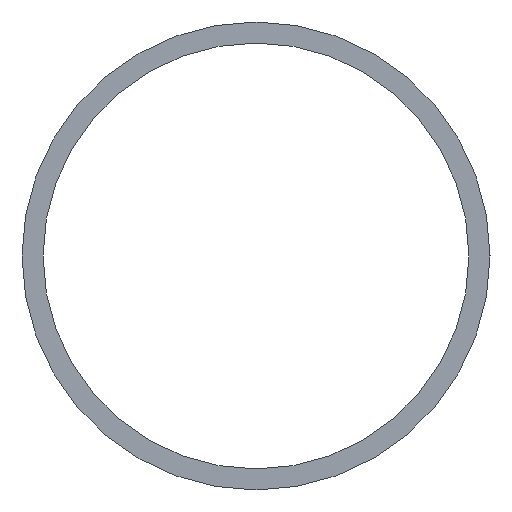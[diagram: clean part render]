
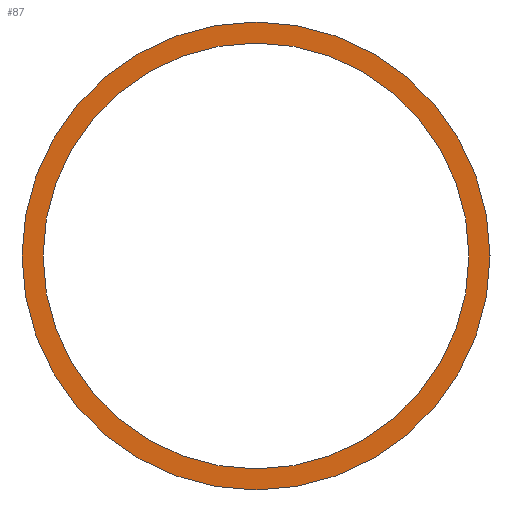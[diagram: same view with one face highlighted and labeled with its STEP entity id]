
A CAD part, left-side view. The second image highlights one B-rep face of the part: STEP entity #87.
In plain terms, the highlighted planar face has unit normal (-1, 0, 0).
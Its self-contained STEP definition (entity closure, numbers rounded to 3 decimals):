
#28 = CARTESIAN_POINT ( 'NONE',  ( 0., 0., -10. ) ) ;
#30 = PLANE ( 'NONE',  #103 ) ;
#31 = CARTESIAN_POINT ( 'NONE',  ( 0., 0., 0. ) ) ;
#43 = CIRCLE ( 'NONE', #101, 10. ) ;
#44 = DIRECTION ( 'NONE',  ( 1., 0., 0. ) ) ;
#45 = DIRECTION ( 'NONE',  ( 0., 0., -1. ) ) ;
#59 = CARTESIAN_POINT ( 'NONE',  ( 0., 0., -9.1 ) ) ;
#71 = DIRECTION ( 'NONE',  ( 1., 0., 0. ) ) ;
#83 = AXIS2_PLACEMENT_3D ( 'NONE', #157, #71, #104 ) ;
#86 = EDGE_LOOP ( 'NONE', ( #122 ) ) ;
#87 = ADVANCED_FACE ( 'NONE', ( #151, #98 ), #30, .F. ) ;
#98 = FACE_BOUND ( 'NONE', #86, .T. ) ;
#101 = AXIS2_PLACEMENT_3D ( 'NONE', #31, #128, #45 ) ;
#103 = AXIS2_PLACEMENT_3D ( 'NONE', #127, #44, #144 ) ;
#104 = DIRECTION ( 'NONE',  ( 0., 0., -1. ) ) ;
#107 = VERTEX_POINT ( 'NONE', #59 ) ;
#122 = ORIENTED_EDGE ( 'NONE', *, *, #146, .T. ) ;
#127 = CARTESIAN_POINT ( 'NONE',  ( 0., 0., 0. ) ) ;
#128 = DIRECTION ( 'NONE',  ( 1., 0., 0. ) ) ;
#136 = EDGE_LOOP ( 'NONE', ( #159 ) ) ;
#137 = CIRCLE ( 'NONE', #83, 9.1 ) ;
#144 = DIRECTION ( 'NONE',  ( 0., 0., -1. ) ) ;
#145 = EDGE_CURVE ( 'NONE', #149, #149, #43, .T. ) ;
#146 = EDGE_CURVE ( 'NONE', #107, #107, #137, .T. ) ;
#149 = VERTEX_POINT ( 'NONE', #28 ) ;
#151 = FACE_OUTER_BOUND ( 'NONE', #136, .T. ) ;
#157 = CARTESIAN_POINT ( 'NONE',  ( 0., 0., 0. ) ) ;
#159 = ORIENTED_EDGE ( 'NONE', *, *, #145, .F. ) ;
